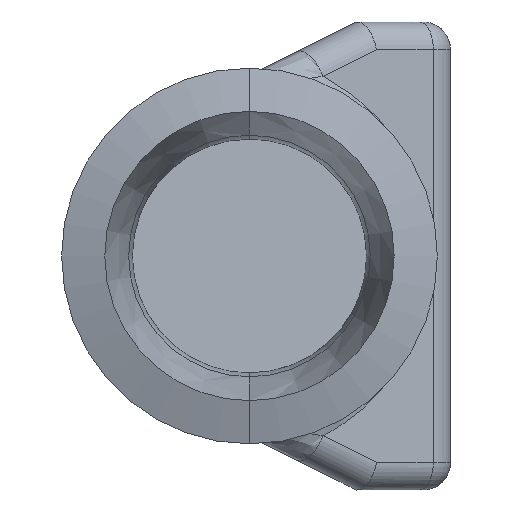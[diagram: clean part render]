
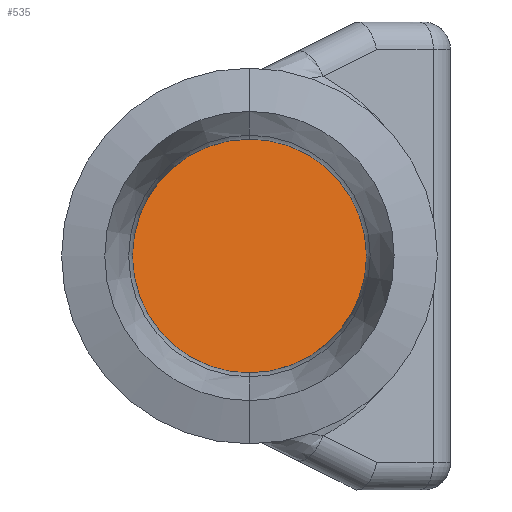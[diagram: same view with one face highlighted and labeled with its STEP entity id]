
A CAD part, left-side view. The second image highlights one B-rep face of the part: STEP entity #535.
In plain terms, the highlighted planar face has unit normal (-0.866, -0.5, 0).
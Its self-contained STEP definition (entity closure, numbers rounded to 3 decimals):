
#64 = VERTEX_POINT ( 'NONE', #403 ) ;
#314 =( BOUNDED_CURVE ( )  B_SPLINE_CURVE ( 3, ( #880, #1088, #1355, #1579 ),
 .UNSPECIFIED., .F., .T. ) 
 B_SPLINE_CURVE_WITH_KNOTS ( ( 4, 4 ),
 ( 1.571, 4.712 ),
 .UNSPECIFIED. ) 
 CURVE ( )  GEOMETRIC_REPRESENTATION_ITEM ( )  RATIONAL_B_SPLINE_CURVE ( ( 1., 0.333, 0.333, 1. ) ) 
 REPRESENTATION_ITEM ( '' )  );
#403 = CARTESIAN_POINT ( 'NONE',  ( 98.395, 0., 8.5 ) ) ;
#433 = CARTESIAN_POINT ( 'NONE',  ( 106.392, -13.85, -48.485 ) ) ;
#445 = EDGE_LOOP ( 'NONE', ( #1574, #710 ) ) ;
#447 = AXIS2_PLACEMENT_3D ( 'NONE', #433, #1047, #915 ) ;
#535 = ADVANCED_FACE ( 'NONE', ( #905 ), #1421, .T. ) ;
#710 = ORIENTED_EDGE ( 'NONE', *, *, #1537, .T. ) ;
#880 = CARTESIAN_POINT ( 'NONE',  ( 98.395, 0., -8.5 ) ) ;
#905 = FACE_OUTER_BOUND ( 'NONE', #445, .T. ) ;
#915 = DIRECTION ( 'NONE',  ( 0.5, -0.866, 0. ) ) ;
#955 = CARTESIAN_POINT ( 'NONE',  ( 88.58, 17., 8.5 ) ) ;
#1047 = DIRECTION ( 'NONE',  ( -0.866, -0.5, 0. ) ) ;
#1088 = CARTESIAN_POINT ( 'NONE',  ( 108.21, -17., -8.5 ) ) ;
#1132 =( BOUNDED_CURVE ( )  B_SPLINE_CURVE ( 3, ( #1571, #955, #1205, #1174 ),
 .UNSPECIFIED., .F., .F. ) 
 B_SPLINE_CURVE_WITH_KNOTS ( ( 4, 4 ),
 ( 4.712, 7.854 ),
 .UNSPECIFIED. ) 
 CURVE ( )  GEOMETRIC_REPRESENTATION_ITEM ( )  RATIONAL_B_SPLINE_CURVE ( ( 1., 0.333, 0.333, 1. ) ) 
 REPRESENTATION_ITEM ( '' )  );
#1174 = CARTESIAN_POINT ( 'NONE',  ( 98.395, 0., -8.5 ) ) ;
#1205 = CARTESIAN_POINT ( 'NONE',  ( 88.58, 17., -8.5 ) ) ;
#1355 = CARTESIAN_POINT ( 'NONE',  ( 108.21, -17., 8.5 ) ) ;
#1393 = VERTEX_POINT ( 'NONE', #1448 ) ;
#1421 = PLANE ( 'NONE',  #447 ) ;
#1434 = EDGE_CURVE ( 'NONE', #64, #1393, #1132, .T. ) ;
#1448 = CARTESIAN_POINT ( 'NONE',  ( 98.395, 0., -8.5 ) ) ;
#1537 = EDGE_CURVE ( 'NONE', #1393, #64, #314, .T. ) ;
#1571 = CARTESIAN_POINT ( 'NONE',  ( 98.395, 0., 8.5 ) ) ;
#1574 = ORIENTED_EDGE ( 'NONE', *, *, #1434, .T. ) ;
#1579 = CARTESIAN_POINT ( 'NONE',  ( 98.395, 0., 8.5 ) ) ;
